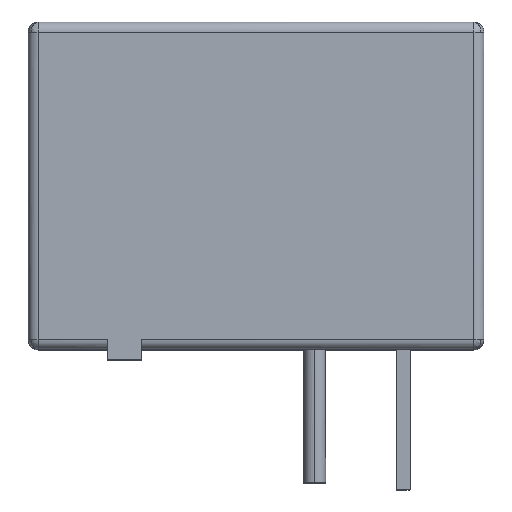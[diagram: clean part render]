
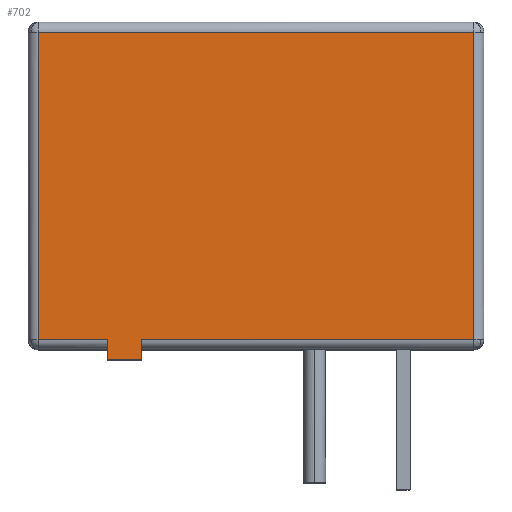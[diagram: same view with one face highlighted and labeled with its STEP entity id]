
A CAD part, top view. The second image highlights one B-rep face of the part: STEP entity #702.
In plain terms, the highlighted planar face has unit normal (0, 0, 1).
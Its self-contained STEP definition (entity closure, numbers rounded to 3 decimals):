
#702=ADVANCED_FACE('',(#838),#2027,.T.);
#838=FACE_OUTER_BOUND('',#981,.T.);
#981=EDGE_LOOP('',(#1230));
#1230=ORIENTED_EDGE('',*,*,#1499,.T.);
#1499=EDGE_CURVE('',#1907,#1907,#1662,.T.);
#1662=B_SPLINE_CURVE_WITH_KNOTS('',1,(#4134,#4135,#4136,#4137,#4138,#4139,
#4140,#4141,#4142),.UNSPECIFIED.,.T.,.F.,(2,1,1,1,1,1,1,1,2),(0.,1.,2.,
3.,4.,5.,6.,7.,8.),.UNSPECIFIED.);
#1907=VERTEX_POINT('',#4133);
#2027=PLANE('',#2138);
#2138=AXIS2_PLACEMENT_3D('',#4132,#2232,$);
#2232=DIRECTION('',(0.,0.,1.));
#4132=CARTESIAN_POINT('',(-6.708,-0.494,4.85));
#4133=CARTESIAN_POINT('',(-3.405,-0.3,4.85));
#4134=CARTESIAN_POINT('',(-3.405,-0.3,4.85));
#4135=CARTESIAN_POINT('',(-3.405,0.3,4.85));
#4136=CARTESIAN_POINT('',(6.45,0.3,4.85));
#4137=CARTESIAN_POINT('',(6.45,9.4,4.85));
#4138=CARTESIAN_POINT('',(-6.45,9.4,4.85));
#4139=CARTESIAN_POINT('',(-6.45,0.3,4.85));
#4140=CARTESIAN_POINT('',(-4.405,0.3,4.85));
#4141=CARTESIAN_POINT('',(-4.405,-0.3,4.85));
#4142=CARTESIAN_POINT('',(-3.405,-0.3,4.85));
